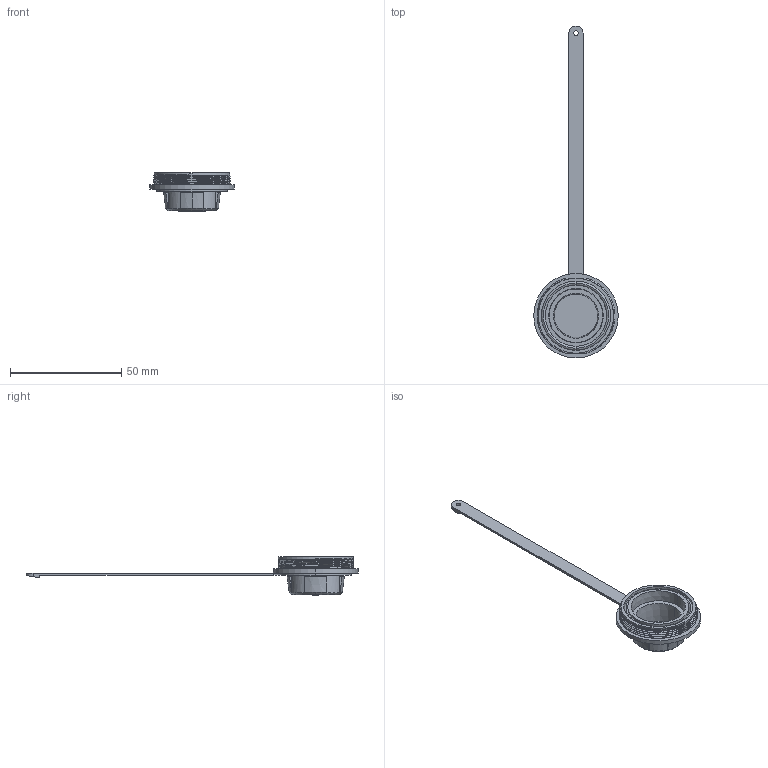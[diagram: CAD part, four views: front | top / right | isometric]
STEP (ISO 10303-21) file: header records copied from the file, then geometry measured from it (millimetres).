
FILE_DESCRIPTION(('STEP AP242'),'1');
FILE_NAME('px0835.stp','2023-05-18T01:16:30',('TraceParts'),('TraceParts S.A.'),'Spatial InterOp 3D',' ',' ');
FILE_SCHEMA(('AP242_MANAGED_MODEL_BASED_3D_ENGINEERING_MIM_LF {1 0 10303 442 1 1 4}'));
Length unit declared in the file: millimetre
Products named in the file (1): px0835_1
Bounding box: 37.97 x 149.16 x 17.2 mm (x, y, z)
Volume: 6934.1 mm3; surface area: 8645 mm2
Topology: 3 solids, 3 shells, 259 faces, 696 edges, 454 vertices
Faces by surface type: plane 174, bspline 32, cylinder 27, cone 18, torus 8
Entity records: 10268 total; most frequent: CARTESIAN_POINT 4000, ORIENTED_EDGE 1392, DIRECTION 1128, EDGE_CURVE 696, LINE 482, VECTOR 482, VERTEX_POINT 454, AXIS2_PLACEMENT_3D 323
